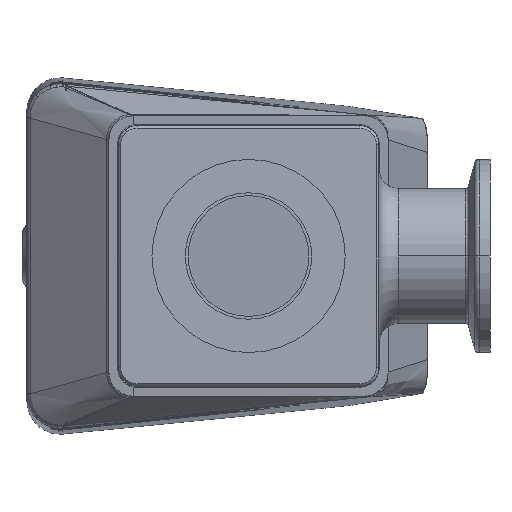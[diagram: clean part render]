
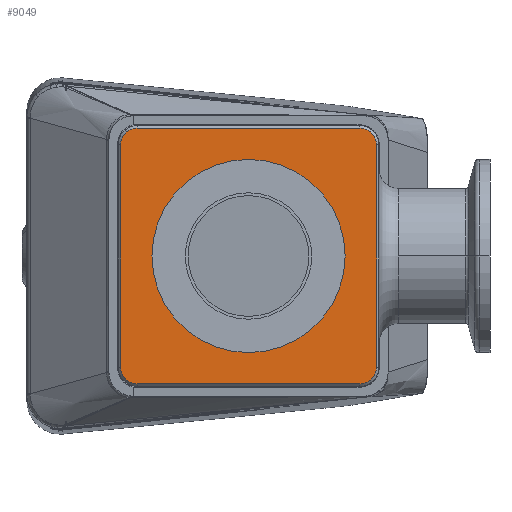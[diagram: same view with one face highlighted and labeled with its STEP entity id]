
A CAD part, front view. The second image highlights one B-rep face of the part: STEP entity #9049.
In plain terms, the highlighted planar face has unit normal (0, -1, 0).
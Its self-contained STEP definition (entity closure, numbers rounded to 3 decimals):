
#6800=FACE_BOUND('',#11609,.T.);
#6801=FACE_BOUND('',#11610,.T.);
#8740=CIRCLE('',#25516,3.5);
#8743=CIRCLE('',#25520,3.5);
#8744=CIRCLE('',#25524,3.5);
#8747=CIRCLE('',#25528,3.5);
#8749=CIRCLE('',#25532,18.);
#8834=CIRCLE('',#25660,18.);
#9049=ADVANCED_FACE('NONE',(#6800,#6801),#10057,.F.);
#10057=PLANE('',#25661);
#11609=EDGE_LOOP('',(#12954,#12955));
#11610=EDGE_LOOP('',(#12956,#12957,#12958,#12959,#12960,#12961,#12962,#12963));
#12954=ORIENTED_EDGE('',*,*,#20372,.T.);
#12955=ORIENTED_EDGE('',*,*,#20515,.T.);
#12956=ORIENTED_EDGE('',*,*,#20356,.T.);
#12957=ORIENTED_EDGE('',*,*,#20350,.T.);
#12958=ORIENTED_EDGE('',*,*,#20352,.T.);
#12959=ORIENTED_EDGE('',*,*,#20358,.T.);
#12960=ORIENTED_EDGE('',*,*,#20364,.T.);
#12961=ORIENTED_EDGE('',*,*,#20370,.T.);
#12962=ORIENTED_EDGE('',*,*,#20368,.T.);
#12963=ORIENTED_EDGE('',*,*,#20362,.T.);
#18462=VERTEX_POINT('',#30358);
#18465=VERTEX_POINT('',#30363);
#18467=VERTEX_POINT('',#30368);
#18468=VERTEX_POINT('',#30373);
#18471=VERTEX_POINT('',#30380);
#18472=VERTEX_POINT('',#30385);
#18475=VERTEX_POINT('',#30392);
#18476=VERTEX_POINT('',#30397);
#18479=VERTEX_POINT('',#30407);
#18480=VERTEX_POINT('',#30409);
#20350=EDGE_CURVE('NONE',#18462,#18465,#23207,.T.);
#20352=EDGE_CURVE('NONE',#18465,#18467,#8740,.T.);
#20356=EDGE_CURVE('NONE',#18468,#18462,#8743,.T.);
#20358=EDGE_CURVE('NONE',#18467,#18471,#23211,.T.);
#20362=EDGE_CURVE('NONE',#18472,#18468,#23215,.T.);
#20364=EDGE_CURVE('NONE',#18471,#18475,#8744,.T.);
#20368=EDGE_CURVE('NONE',#18476,#18472,#8747,.T.);
#20370=EDGE_CURVE('NONE',#18475,#18476,#23219,.T.);
#20372=EDGE_CURVE('NONE',#18480,#18479,#8749,.T.);
#20515=EDGE_CURVE('NONE',#18479,#18480,#8834,.T.);
#23207=LINE('',#30364,#24366);
#23211=LINE('',#30381,#24370);
#23215=LINE('',#30388,#24374);
#23219=LINE('',#30403,#24378);
#24366=VECTOR('',#26807,1.);
#24370=VECTOR('',#26825,1.);
#24374=VECTOR('',#26831,1.);
#24378=VECTOR('',#26849,1.);
#25516=AXIS2_PLACEMENT_3D('',#30369,#26811,#26812);
#25520=AXIS2_PLACEMENT_3D('',#30376,#26820,#26821);
#25524=AXIS2_PLACEMENT_3D('',#30393,#26835,#26836);
#25528=AXIS2_PLACEMENT_3D('',#30400,#26844,#26845);
#25532=AXIS2_PLACEMENT_3D('',#30408,#26854,#26855);
#25660=AXIS2_PLACEMENT_3D('',#30783,#27163,#27164);
#25661=AXIS2_PLACEMENT_3D('',#30784,#27165,#27166);
#26807=DIRECTION('',(1.,0.,0.));
#26811=DIRECTION('',(0.,-1.,0.));
#26812=DIRECTION('',(0.,0.,1.));
#26820=DIRECTION('',(0.,-1.,0.));
#26821=DIRECTION('',(0.,0.,1.));
#26825=DIRECTION('',(0.,0.,1.));
#26831=DIRECTION('',(0.,0.,-1.));
#26835=DIRECTION('',(0.,-1.,0.));
#26836=DIRECTION('',(0.,0.,1.));
#26844=DIRECTION('',(0.,-1.,0.));
#26845=DIRECTION('',(0.,0.,1.));
#26849=DIRECTION('',(-1.,0.,0.));
#26854=DIRECTION('',(0.,1.,0.));
#26855=DIRECTION('',(0.,0.,1.));
#27163=DIRECTION('',(0.,1.,0.));
#27164=DIRECTION('',(0.,0.,1.));
#27165=DIRECTION('',(0.,1.,0.));
#27166=DIRECTION('',(0.,0.,1.));
#30358=CARTESIAN_POINT('',(-23.,0.,-26.5));
#30363=CARTESIAN_POINT('',(23.,0.,-26.5));
#30364=CARTESIAN_POINT('',(23.,0.,-26.5));
#30368=CARTESIAN_POINT('',(26.5,0.,-23.));
#30369=CARTESIAN_POINT('',(23.,0.,-23.));
#30373=CARTESIAN_POINT('',(-26.5,0.,-23.));
#30376=CARTESIAN_POINT('',(-23.,0.,-23.));
#30380=CARTESIAN_POINT('',(26.5,0.,23.));
#30381=CARTESIAN_POINT('',(26.5,0.,0.));
#30385=CARTESIAN_POINT('',(-26.5,0.,23.));
#30388=CARTESIAN_POINT('',(-26.5,0.,-23.));
#30392=CARTESIAN_POINT('',(23.,0.,26.5));
#30393=CARTESIAN_POINT('',(23.,0.,23.));
#30397=CARTESIAN_POINT('',(-23.,0.,26.5));
#30400=CARTESIAN_POINT('',(-23.,0.,23.));
#30403=CARTESIAN_POINT('',(0.,0.,26.5));
#30407=CARTESIAN_POINT('',(0.,0.,-18.));
#30408=CARTESIAN_POINT('',(0.,0.,0.));
#30409=CARTESIAN_POINT('',(0.,0.,18.));
#30783=CARTESIAN_POINT('',(0.,0.,0.));
#30784=CARTESIAN_POINT('',(0.,0.,0.));
